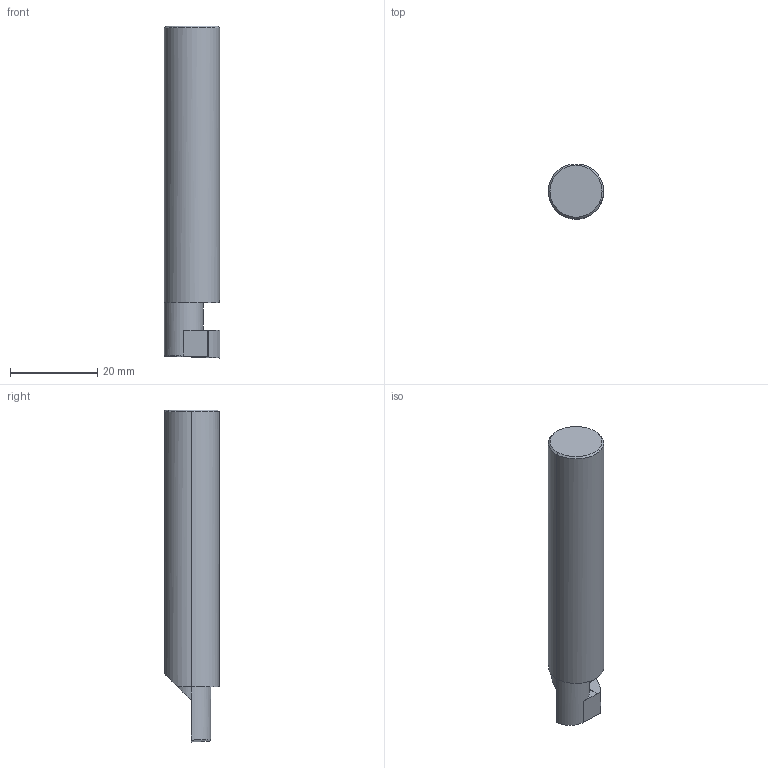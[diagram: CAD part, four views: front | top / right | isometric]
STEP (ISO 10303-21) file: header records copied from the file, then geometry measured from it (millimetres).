
FILE_DESCRIPTION (( 'STEP AP214' ), '1' );
FILE_NAME ('Micro_RRL-250-8.STEP', '2021-09-07T23:44:15', ( '' ), ( '' ), 'SwSTEP 2.0', 'SolidWorks 2020', '' );
FILE_SCHEMA (( 'AUTOMOTIVE_DESIGN' ));
Length unit declared in the file: inch
Products named in the file (1): Micro_RRL-250-8
Bounding box: 12.7 x 12.45 x 76.2 mm (x, y, z)
Volume: 8497.8 mm3; surface area: 3112.5 mm2
Topology: 1 solids, 1 shells, 25 faces, 62 edges, 39 vertices
Faces by surface type: plane 15, cylinder 8, cone 2
Entity records: 783 total; most frequent: CARTESIAN_POINT 166, ORIENTED_EDGE 124, DIRECTION 118, EDGE_CURVE 62, AXIS2_PLACEMENT_3D 41, VERTEX_POINT 39, LINE 36, VECTOR 36
